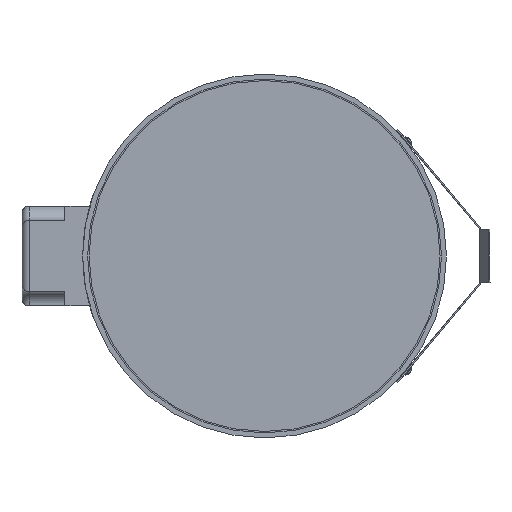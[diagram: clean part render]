
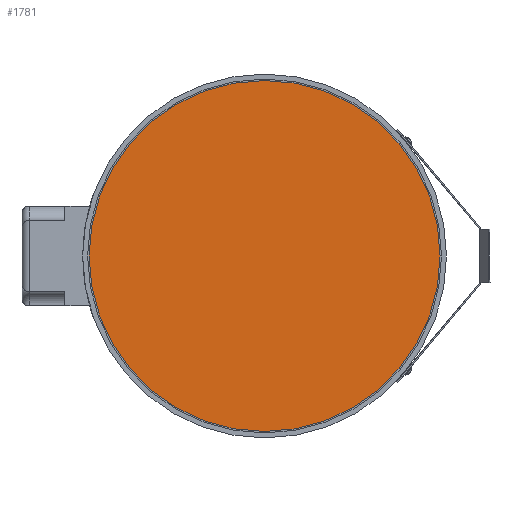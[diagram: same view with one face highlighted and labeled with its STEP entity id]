
A CAD part, left-side view. The second image highlights one B-rep face of the part: STEP entity #1781.
In plain terms, the highlighted planar face has unit normal (-1, 0, 0).
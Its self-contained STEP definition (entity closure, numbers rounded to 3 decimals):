
#1696 = EDGE_CURVE ( 'NONE', #1725, #1697, #8122, .T. ) ;
#1697 = VERTEX_POINT ( 'NONE', #8117 ) ;
#1725 = VERTEX_POINT ( 'NONE', #8191 ) ;
#1781 = ADVANCED_FACE ( 'NONE', ( #8364 ), #8425, .F. ) ;
#1782 = EDGE_LOOP ( 'NONE', ( #1783, #1785 ) ) ;
#1783 = ORIENTED_EDGE ( 'NONE', *, *, #1784, .F. ) ;
#1784 = EDGE_CURVE ( 'NONE', #1697, #1725, #8418, .T. ) ;
#1785 = ORIENTED_EDGE ( 'NONE', *, *, #1696, .F. ) ;
#8117 = CARTESIAN_POINT ( 'NONE',  ( -80.041, 0., -123. ) ) ;
#8118 = DIRECTION ( 'NONE',  ( 0., 0., -1. ) ) ;
#8119 = DIRECTION ( 'NONE',  ( 1., 0., 0. ) ) ;
#8120 = CARTESIAN_POINT ( 'NONE',  ( -80.041, 0., 0. ) ) ;
#8121 = AXIS2_PLACEMENT_3D ( 'NONE', #8120, #8119, #8118 ) ;
#8122 = CIRCLE ( 'NONE', #8121, 123. ) ;
#8191 = CARTESIAN_POINT ( 'NONE',  ( -80.041, 0., 123. ) ) ;
#8364 = FACE_OUTER_BOUND ( 'NONE', #1782, .T. ) ;
#8415 = DIRECTION ( 'NONE',  ( 0., 0., -1. ) ) ;
#8416 = DIRECTION ( 'NONE',  ( 1., 0., 0. ) ) ;
#8417 = AXIS2_PLACEMENT_3D ( 'NONE', #8424, #8416, #8415 ) ;
#8418 = CIRCLE ( 'NONE', #8417, 123. ) ;
#8420 = DIRECTION ( 'NONE',  ( 0., 0., -1. ) ) ;
#8421 = DIRECTION ( 'NONE',  ( 1., 0., 0. ) ) ;
#8422 = CARTESIAN_POINT ( 'NONE',  ( -80.041, 0., 0. ) ) ;
#8423 = AXIS2_PLACEMENT_3D ( 'NONE', #8422, #8421, #8420 ) ;
#8424 = CARTESIAN_POINT ( 'NONE',  ( -80.041, 0., 0. ) ) ;
#8425 = PLANE ( 'NONE',  #8423 ) ;
